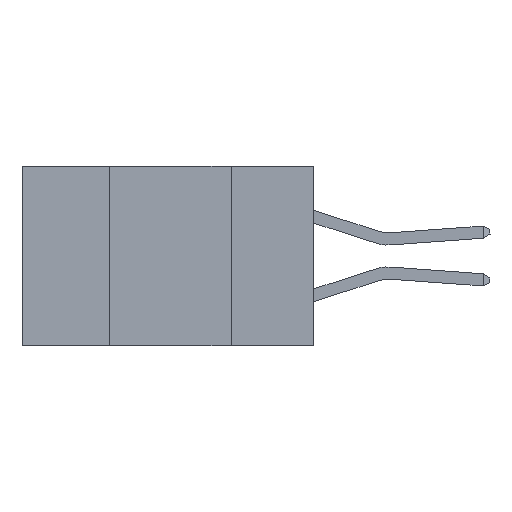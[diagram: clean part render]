
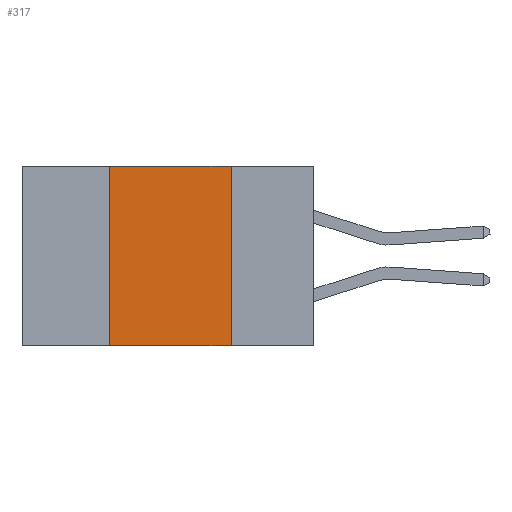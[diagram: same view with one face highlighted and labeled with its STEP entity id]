
A CAD part, left-side view. The second image highlights one B-rep face of the part: STEP entity #317.
In plain terms, the highlighted planar face has unit normal (-1, 0, 0).
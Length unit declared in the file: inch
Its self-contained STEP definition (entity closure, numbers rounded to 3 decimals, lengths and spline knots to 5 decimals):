
#11 = DIRECTION ( 'NONE',  ( 0., -1., 0. ) ) ;
#295 = ORIENTED_EDGE ( 'NONE', *, *, #12377, .F. ) ;
#317 = ADVANCED_FACE ( 'NONE', ( #2458 ), #6815, .F. ) ;
#570 = EDGE_CURVE ( 'NONE', #4881, #4991, #1295, .T. ) ;
#844 = LINE ( 'NONE', #6367, #4023 ) ;
#1295 = LINE ( 'NONE', #9834, #1954 ) ;
#1372 = CARTESIAN_POINT ( 'NONE',  ( 0., 0.6, 0. ) ) ;
#1954 = VECTOR ( 'NONE', #11, 39.37008 ) ;
#2204 = VERTEX_POINT ( 'NONE', #10135 ) ;
#2288 = CARTESIAN_POINT ( 'NONE',  ( 0., 0.17, -0.37 ) ) ;
#2458 = FACE_OUTER_BOUND ( 'NONE', #10772, .T. ) ;
#3084 = CARTESIAN_POINT ( 'NONE',  ( 0., 0.42, 0. ) ) ;
#3362 = ORIENTED_EDGE ( 'NONE', *, *, #9721, .F. ) ;
#3916 = VECTOR ( 'NONE', #11014, 39.37008 ) ;
#4023 = VECTOR ( 'NONE', #9523, 39.37008 ) ;
#4133 = ORIENTED_EDGE ( 'NONE', *, *, #570, .F. ) ;
#4881 = VERTEX_POINT ( 'NONE', #7429 ) ;
#4991 = VERTEX_POINT ( 'NONE', #7911 ) ;
#5303 = EDGE_CURVE ( 'NONE', #2204, #10614, #844, .T. ) ;
#6367 = CARTESIAN_POINT ( 'NONE',  ( 0., 0.6, -0.37 ) ) ;
#6815 = PLANE ( 'NONE',  #7858 ) ;
#7429 = CARTESIAN_POINT ( 'NONE',  ( 0., 0.42, 0. ) ) ;
#7858 = AXIS2_PLACEMENT_3D ( 'NONE', #1372, #11147, #8002 ) ;
#7911 = CARTESIAN_POINT ( 'NONE',  ( 0., 0.17, 0. ) ) ;
#8002 = DIRECTION ( 'NONE',  ( 0., 0., -1. ) ) ;
#9523 = DIRECTION ( 'NONE',  ( 0., -1., 0. ) ) ;
#9721 = EDGE_CURVE ( 'NONE', #4991, #10614, #11306, .T. ) ;
#9834 = CARTESIAN_POINT ( 'NONE',  ( 0., 0.6, 0. ) ) ;
#9993 = ORIENTED_EDGE ( 'NONE', *, *, #5303, .T. ) ;
#10135 = CARTESIAN_POINT ( 'NONE',  ( 0., 0.42, -0.37 ) ) ;
#10614 = VERTEX_POINT ( 'NONE', #2288 ) ;
#10772 = EDGE_LOOP ( 'NONE', ( #3362, #4133, #295, #9993 ) ) ;
#11014 = DIRECTION ( 'NONE',  ( 0., 0., -1. ) ) ;
#11147 = DIRECTION ( 'NONE',  ( 1., 0., 0. ) ) ;
#11306 = LINE ( 'NONE', #12176, #3916 ) ;
#12176 = CARTESIAN_POINT ( 'NONE',  ( 0., 0.17, 0. ) ) ;
#12377 = EDGE_CURVE ( 'NONE', #2204, #4881, #12789, .T. ) ;
#12789 = LINE ( 'NONE', #3084, #13730 ) ;
#12862 = DIRECTION ( 'NONE',  ( 0., 0., 1. ) ) ;
#13730 = VECTOR ( 'NONE', #12862, 39.37008 ) ;
